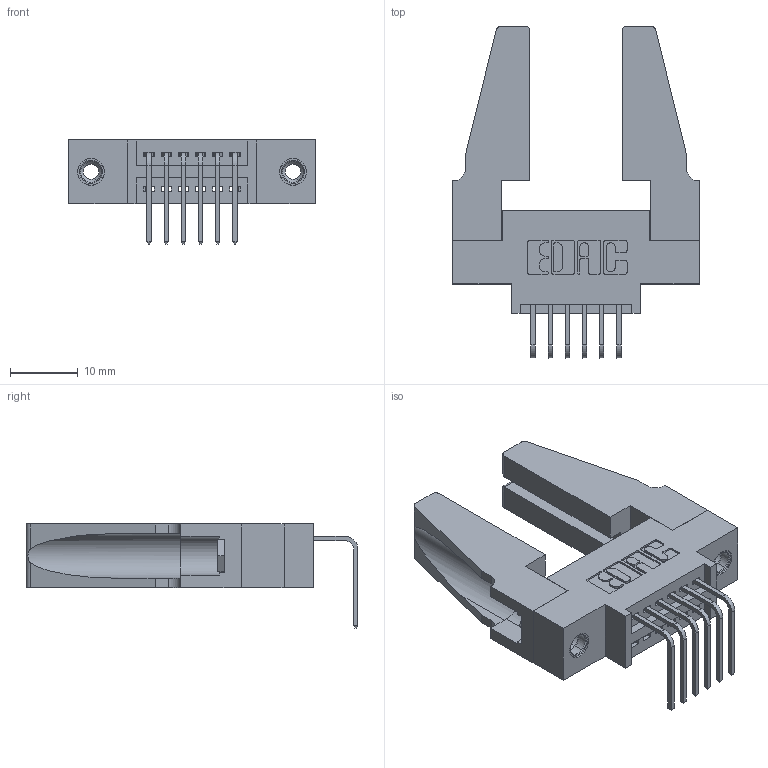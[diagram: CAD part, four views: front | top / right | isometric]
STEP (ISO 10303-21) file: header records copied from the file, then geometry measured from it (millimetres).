
FILE_DESCRIPTION (( 'STEP AP203' ), '1' );
FILE_NAME ('345-006-558-688.STEP', '2019-10-10T10:56:35', ( '' ), ( '' ), 'SwSTEP 2.0', 'SolidWorks 2016', '' );
FILE_SCHEMA (( 'CONFIG_CONTROL_DESIGN' ));
Length unit declared in the file: inch
Products named in the file (5): 345-250-001_345-250-001-102; 345-220-078_345-220-088; 345-006-558-688; 345 Part_0.170 Offset - 0.156 Dia-TH; 345-292-001_558 Tail - 2
Assembly tree (11 placements, depth 2):
  345-006-558-688
    345 Part_0.170 Offset - 0.156 Dia-TH
    345-292-001_558 Tail - 2  x6
    345-250-001_345-250-001-102  x2
    345-220-078_345-220-088  x2
Bounding box: 36.47 x 49.01 x 15.37 mm (x, y, z)
Volume: 6328.6 mm3; surface area: 6971.8 mm2
Topology: 11 solids, 11 shells, 614 faces, 1759 edges, 1154 vertices
Faces by surface type: plane 408, cylinder 190, cone 12, torus 4
Entity records: 11726 total; most frequent: CARTESIAN_POINT 2024, ORIENTED_EDGE 1924, DIRECTION 1826, EDGE_CURVE 962, LINE 764, VECTOR 764, VERTEX_POINT 634, AXIS2_PLACEMENT_3D 531
